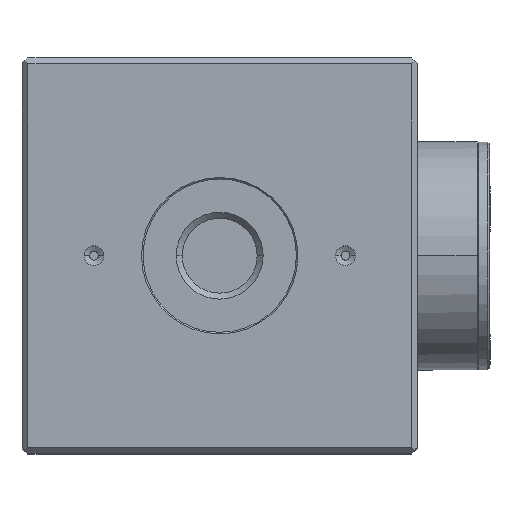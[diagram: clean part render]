
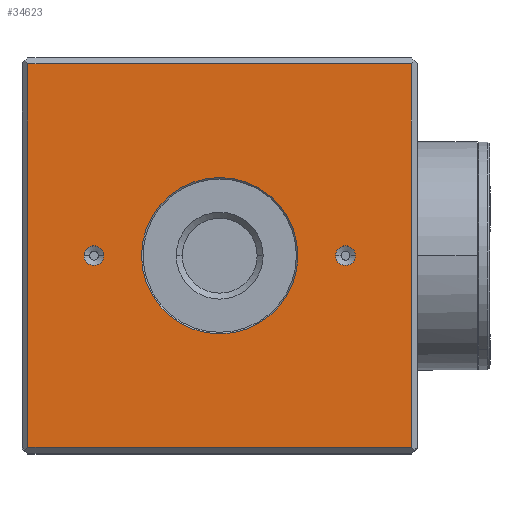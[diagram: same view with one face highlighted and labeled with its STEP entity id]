
A CAD part, top view. The second image highlights one B-rep face of the part: STEP entity #34623.
In plain terms, the highlighted planar face has unit normal (0, 0, 1).
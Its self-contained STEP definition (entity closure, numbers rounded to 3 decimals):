
#950 = CARTESIAN_POINT ( 'NONE',  ( -31.907, 27.582, 36.267 ) ) ;
#1379 = VERTEX_POINT ( 'NONE', #28011 ) ;
#3175 = VERTEX_POINT ( 'NONE', #12527 ) ;
#3361 = FACE_OUTER_BOUND ( 'NONE', #42451, .T. ) ;
#4258 = VERTEX_POINT ( 'NONE', #10136 ) ;
#5208 = DIRECTION ( 'NONE',  ( 0., 0., 1. ) ) ;
#5447 = FACE_BOUND ( 'NONE', #34458, .T. ) ;
#6233 = EDGE_LOOP ( 'NONE', ( #58061, #16036 ) ) ;
#6721 = AXIS2_PLACEMENT_3D ( 'NONE', #950, #14990, #41963 ) ;
#7603 = DIRECTION ( 'NONE',  ( 1., 0., 0. ) ) ;
#7706 = VECTOR ( 'NONE', #38654, 1000. ) ;
#8183 = CARTESIAN_POINT ( 'NONE',  ( 10.093, 27.582, 36.267 ) ) ;
#8191 = DIRECTION ( 'NONE',  ( 0., 0., 1. ) ) ;
#9755 = EDGE_CURVE ( 'NONE', #54217, #3175, #39217, .T. ) ;
#10136 = CARTESIAN_POINT ( 'NONE',  ( -30.257, 27.582, 36.267 ) ) ;
#10721 = CARTESIAN_POINT ( 'NONE',  ( 22.093, -4.418, 36.267 ) ) ;
#10877 = DIRECTION ( 'NONE',  ( 0., -1., 0. ) ) ;
#11461 = EDGE_CURVE ( 'NONE', #1379, #34619, #17768, .T. ) ;
#12527 = CARTESIAN_POINT ( 'NONE',  ( 8.443, 27.582, 36.267 ) ) ;
#12692 = EDGE_CURVE ( 'NONE', #3175, #54217, #52849, .T. ) ;
#14815 = CARTESIAN_POINT ( 'NONE',  ( 2.143, 27.582, 36.267 ) ) ;
#14990 = DIRECTION ( 'NONE',  ( 0., 0., 1. ) ) ;
#15292 = DIRECTION ( 'NONE',  ( 1., 0., 0. ) ) ;
#15470 = LINE ( 'NONE', #43190, #7706 ) ;
#16036 = ORIENTED_EDGE ( 'NONE', *, *, #24934, .T. ) ;
#16680 = DIRECTION ( 'NONE',  ( 0., 0., -1. ) ) ;
#17768 = LINE ( 'NONE', #24268, #55056 ) ;
#21603 = DIRECTION ( 'NONE',  ( 1., 0., 0. ) ) ;
#21659 = VECTOR ( 'NONE', #15292, 1000. ) ;
#22120 = EDGE_CURVE ( 'NONE', #38070, #35093, #44288, .T. ) ;
#22748 = CARTESIAN_POINT ( 'NONE',  ( -10.907, 27.582, 36.267 ) ) ;
#23742 = PLANE ( 'NONE',  #28966 ) ;
#24268 = CARTESIAN_POINT ( 'NONE',  ( -43.907, 59.582, 36.267 ) ) ;
#24498 = LINE ( 'NONE', #10721, #21659 ) ;
#24645 = ORIENTED_EDGE ( 'NONE', *, *, #40551, .T. ) ;
#24934 = EDGE_CURVE ( 'NONE', #35093, #38070, #34654, .T. ) ;
#25176 = CARTESIAN_POINT ( 'NONE',  ( -10.907, 27.582, 36.267 ) ) ;
#25529 = VERTEX_POINT ( 'NONE', #46078 ) ;
#25973 = CARTESIAN_POINT ( 'NONE',  ( -31.907, 27.582, 36.267 ) ) ;
#26862 = VERTEX_POINT ( 'NONE', #32777 ) ;
#27570 = CIRCLE ( 'NONE', #41779, 1.65 ) ;
#28011 = CARTESIAN_POINT ( 'NONE',  ( 21.093, 59.582, 36.267 ) ) ;
#28166 = EDGE_LOOP ( 'NONE', ( #42826, #48496 ) ) ;
#28966 = AXIS2_PLACEMENT_3D ( 'NONE', #36367, #5208, #40904 ) ;
#29022 = CARTESIAN_POINT ( 'NONE',  ( -42.907, -4.418, 36.267 ) ) ;
#31542 = FACE_BOUND ( 'NONE', #28166, .T. ) ;
#32360 = DIRECTION ( 'NONE',  ( 1., 0., 0. ) ) ;
#32777 = CARTESIAN_POINT ( 'NONE',  ( -33.557, 27.582, 36.267 ) ) ;
#33738 = CARTESIAN_POINT ( 'NONE',  ( 21.093, -4.418, 36.267 ) ) ;
#34424 = ORIENTED_EDGE ( 'NONE', *, *, #39012, .F. ) ;
#34458 = EDGE_LOOP ( 'NONE', ( #48637, #34424 ) ) ;
#34619 = VERTEX_POINT ( 'NONE', #54234 ) ;
#34623 = ADVANCED_FACE ( 'NONE', ( #40003, #5447, #31542, #3361 ), #23742, .T. ) ;
#34654 = CIRCLE ( 'NONE', #49601, 13.05 ) ;
#35093 = VERTEX_POINT ( 'NONE', #42547 ) ;
#36183 = AXIS2_PLACEMENT_3D ( 'NONE', #25176, #16680, #7603 ) ;
#36323 = DIRECTION ( 'NONE',  ( 1., 0., 0. ) ) ;
#36367 = CARTESIAN_POINT ( 'NONE',  ( -25.15, 7.761, 36.267 ) ) ;
#36552 = DIRECTION ( 'NONE',  ( 0., 0., 1. ) ) ;
#38032 = LINE ( 'NONE', #29022, #51420 ) ;
#38070 = VERTEX_POINT ( 'NONE', #14815 ) ;
#38654 = DIRECTION ( 'NONE',  ( 0., 1., 0. ) ) ;
#39012 = EDGE_CURVE ( 'NONE', #26862, #4258, #27570, .T. ) ;
#39217 = CIRCLE ( 'NONE', #48838, 1.65 ) ;
#39236 = EDGE_CURVE ( 'NONE', #34619, #25529, #38032, .T. ) ;
#39336 = DIRECTION ( 'NONE',  ( 0., 0., 1. ) ) ;
#40003 = FACE_BOUND ( 'NONE', #6233, .T. ) ;
#40551 = EDGE_CURVE ( 'NONE', #25529, #43859, #24498, .T. ) ;
#40904 = DIRECTION ( 'NONE',  ( 1., 0., 0. ) ) ;
#41779 = AXIS2_PLACEMENT_3D ( 'NONE', #25973, #8191, #21603 ) ;
#41963 = DIRECTION ( 'NONE',  ( 1., 0., 0. ) ) ;
#42451 = EDGE_LOOP ( 'NONE', ( #43350, #52482, #24645, #57954 ) ) ;
#42547 = CARTESIAN_POINT ( 'NONE',  ( -23.957, 27.582, 36.267 ) ) ;
#42620 = AXIS2_PLACEMENT_3D ( 'NONE', #8183, #39336, #52702 ) ;
#42826 = ORIENTED_EDGE ( 'NONE', *, *, #9755, .F. ) ;
#43190 = CARTESIAN_POINT ( 'NONE',  ( 21.093, 59.582, 36.267 ) ) ;
#43350 = ORIENTED_EDGE ( 'NONE', *, *, #11461, .T. ) ;
#43859 = VERTEX_POINT ( 'NONE', #33738 ) ;
#44288 = CIRCLE ( 'NONE', #36183, 13.05 ) ;
#45613 = CARTESIAN_POINT ( 'NONE',  ( 11.743, 27.582, 36.267 ) ) ;
#46078 = CARTESIAN_POINT ( 'NONE',  ( -42.907, -4.418, 36.267 ) ) ;
#48496 = ORIENTED_EDGE ( 'NONE', *, *, #12692, .F. ) ;
#48637 = ORIENTED_EDGE ( 'NONE', *, *, #49225, .F. ) ;
#48838 = AXIS2_PLACEMENT_3D ( 'NONE', #55776, #36552, #32360 ) ;
#49086 = DIRECTION ( 'NONE',  ( 0., 0., -1. ) ) ;
#49225 = EDGE_CURVE ( 'NONE', #4258, #26862, #53810, .T. ) ;
#49601 = AXIS2_PLACEMENT_3D ( 'NONE', #22748, #49086, #36323 ) ;
#51420 = VECTOR ( 'NONE', #10877, 1000. ) ;
#52482 = ORIENTED_EDGE ( 'NONE', *, *, #39236, .T. ) ;
#52702 = DIRECTION ( 'NONE',  ( 1., 0., 0. ) ) ;
#52849 = CIRCLE ( 'NONE', #42620, 1.65 ) ;
#53358 = EDGE_CURVE ( 'NONE', #43859, #1379, #15470, .T. ) ;
#53810 = CIRCLE ( 'NONE', #6721, 1.65 ) ;
#54217 = VERTEX_POINT ( 'NONE', #45613 ) ;
#54234 = CARTESIAN_POINT ( 'NONE',  ( -42.907, 59.582, 36.267 ) ) ;
#55056 = VECTOR ( 'NONE', #55713, 1000. ) ;
#55713 = DIRECTION ( 'NONE',  ( -1., 0., 0. ) ) ;
#55776 = CARTESIAN_POINT ( 'NONE',  ( 10.093, 27.582, 36.267 ) ) ;
#57954 = ORIENTED_EDGE ( 'NONE', *, *, #53358, .T. ) ;
#58061 = ORIENTED_EDGE ( 'NONE', *, *, #22120, .T. ) ;
